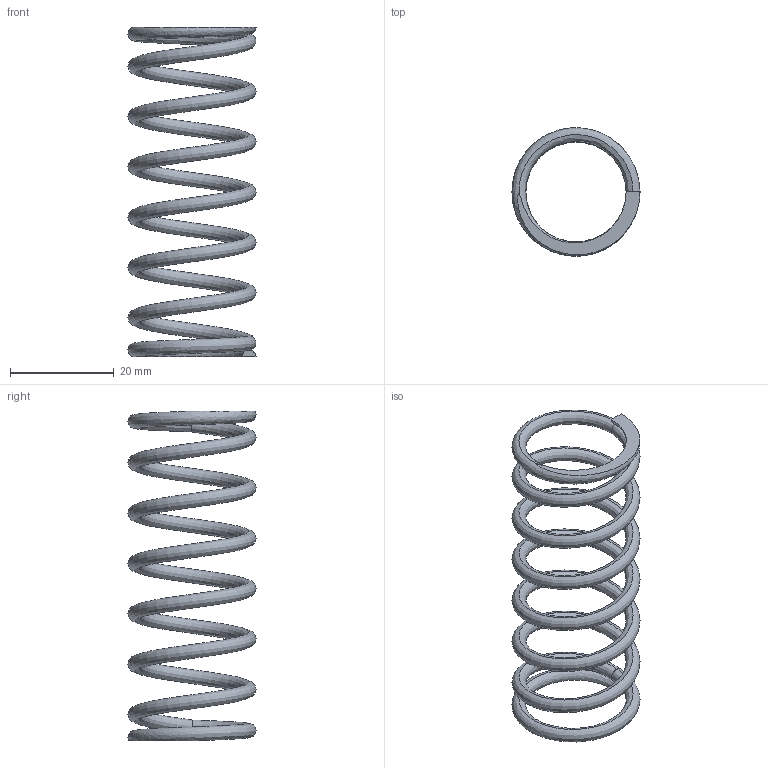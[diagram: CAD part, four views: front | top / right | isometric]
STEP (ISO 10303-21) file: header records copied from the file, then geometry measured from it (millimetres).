
FILE_DESCRIPTION (( 'STEP AP203' ), '1' );
FILE_NAME ('9002T445_Corrosion-Resistant Precision Compression Springs.STEP', '2021-07-09T18:02:26', ( 'Administrator' ), ( 'Managed by Terraform' ), 'SwSTEP 2.0', 'SolidWorks 2017', '' );
FILE_SCHEMA (( 'CONFIG_CONTROL_DESIGN' ));
Length unit declared in the file: inch
Products named in the file (1): 9002T445_Corrosion-Resistant Precision Compression Springs
Bounding box: 24.64 x 24.64 x 63.5 mm (x, y, z)
Volume: 3031.9 mm3; surface area: 4631.6 mm2
Topology: 1 solids, 1 shells, 10 faces, 20 edges, 12 vertices
Faces by surface type: bspline 6, plane 4
Entity records: 4523 total; most frequent: CARTESIAN_POINT 4295, ORIENTED_EDGE 40, EDGE_CURVE 20, DIRECTION 16, VERTEX_POINT 12, FACE_OUTER_BOUND 10, B_SPLINE_CURVE_WITH_KNOTS 10, EDGE_LOOP 10
